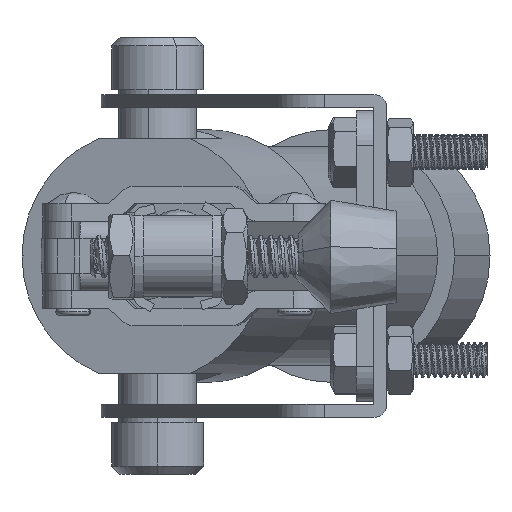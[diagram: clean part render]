
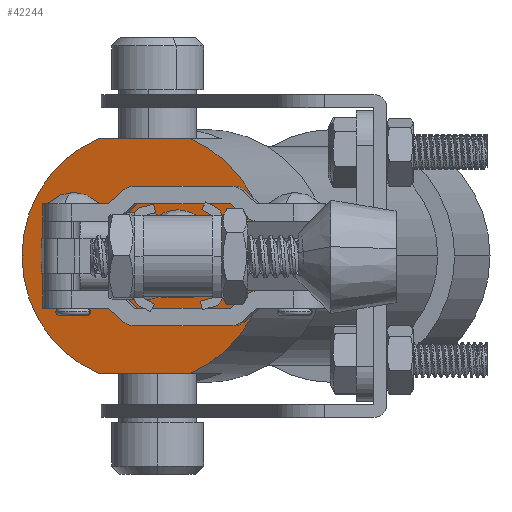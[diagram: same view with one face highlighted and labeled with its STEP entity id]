
A CAD part, left-side view. The second image highlights one B-rep face of the part: STEP entity #42244.
In plain terms, the highlighted face is planar.
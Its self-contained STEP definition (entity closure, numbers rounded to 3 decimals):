
#966 = DIRECTION ( 'NONE',  ( 0., 0., -1. ) ) ;
#1099 = VERTEX_POINT ( 'NONE', #16241 ) ;
#1761 = CIRCLE ( 'NONE', #6847, 14.5 ) ;
#2897 = CARTESIAN_POINT ( 'NONE',  ( -101., -13.443, 10. ) ) ;
#3088 = ORIENTED_EDGE ( 'NONE', *, *, #27372, .F. ) ;
#3382 = AXIS2_PLACEMENT_3D ( 'NONE', #39356, #18024, #42939 ) ;
#3614 = DIRECTION ( 'NONE',  ( 1., 0., 0. ) ) ;
#4988 = VERTEX_POINT ( 'NONE', #23570 ) ;
#5047 = AXIS2_PLACEMENT_3D ( 'NONE', #43654, #22350, #966 ) ;
#5960 = VERTEX_POINT ( 'NONE', #43615 ) ;
#6459 = DIRECTION ( 'NONE',  ( 0., 0., -1. ) ) ;
#6847 = AXIS2_PLACEMENT_3D ( 'NONE', #21322, #46229, #24927 ) ;
#7701 = ORIENTED_EDGE ( 'NONE', *, *, #31610, .F. ) ;
#8813 = VERTEX_POINT ( 'NONE', #25418 ) ;
#12529 = ORIENTED_EDGE ( 'NONE', *, *, #35997, .F. ) ;
#13000 = VERTEX_POINT ( 'NONE', #28752 ) ;
#13187 = VECTOR ( 'NONE', #43622, 1000. ) ;
#13313 = FACE_BOUND ( 'NONE', #40206, .T. ) ;
#15994 = VERTEX_POINT ( 'NONE', #37588 ) ;
#16241 = CARTESIAN_POINT ( 'NONE',  ( -101., 13.443, 5.434 ) ) ;
#16317 = ORIENTED_EDGE ( 'NONE', *, *, #32178, .F. ) ;
#16895 = DIRECTION ( 'NONE',  ( 1., 0., 0. ) ) ;
#17185 = DIRECTION ( 'NONE',  ( 1., 0., 0. ) ) ;
#18024 = DIRECTION ( 'NONE',  ( -1., 0., 0. ) ) ;
#18036 = CIRCLE ( 'NONE', #5047, 14.5 ) ;
#18984 = DIRECTION ( 'NONE',  ( 1., 0., 0. ) ) ;
#19782 = EDGE_LOOP ( 'NONE', ( #7701, #33686, #12529, #3088, #29503, #16317 ) ) ;
#20426 = CARTESIAN_POINT ( 'NONE',  ( -101., -13.443, 5.434 ) ) ;
#21322 = CARTESIAN_POINT ( 'NONE',  ( -101., 0., 0. ) ) ;
#21789 = ORIENTED_EDGE ( 'NONE', *, *, #23748, .T. ) ;
#21953 = EDGE_CURVE ( 'NONE', #13000, #15994, #28631, .T. ) ;
#22333 = AXIS2_PLACEMENT_3D ( 'NONE', #38240, #16895, #41809 ) ;
#22350 = DIRECTION ( 'NONE',  ( 1., 0., 0. ) ) ;
#22838 = FACE_OUTER_BOUND ( 'NONE', #19782, .T. ) ;
#23570 = CARTESIAN_POINT ( 'NONE',  ( -101., 0., 14.5 ) ) ;
#23748 = EDGE_CURVE ( 'NONE', #15994, #13000, #27458, .T. ) ;
#24927 = DIRECTION ( 'NONE',  ( 0., 0., -1. ) ) ;
#25009 = CARTESIAN_POINT ( 'NONE',  ( -101., 0., 0. ) ) ;
#25418 = CARTESIAN_POINT ( 'NONE',  ( -101., 13.443, -5.434 ) ) ;
#25797 = AXIS2_PLACEMENT_3D ( 'NONE', #40320, #18984, #43894 ) ;
#26069 = CIRCLE ( 'NONE', #41596, 14.5 ) ;
#27372 = EDGE_CURVE ( 'NONE', #29045, #5960, #1761, .T. ) ;
#27458 = CIRCLE ( 'NONE', #22333, 5. ) ;
#28578 = DIRECTION ( 'NONE',  ( 0., 0., -1. ) ) ;
#28631 = CIRCLE ( 'NONE', #44347, 5. ) ;
#28752 = CARTESIAN_POINT ( 'NONE',  ( -101., 0., 5. ) ) ;
#29045 = VERTEX_POINT ( 'NONE', #36429 ) ;
#29503 = ORIENTED_EDGE ( 'NONE', *, *, #39912, .F. ) ;
#30172 = VECTOR ( 'NONE', #6459, 1000. ) ;
#31610 = EDGE_CURVE ( 'NONE', #1099, #4988, #39439, .T. ) ;
#32160 = PLANE ( 'NONE',  #3382 ) ;
#32178 = EDGE_CURVE ( 'NONE', #4988, #34700, #26069, .T. ) ;
#33686 = ORIENTED_EDGE ( 'NONE', *, *, #45981, .T. ) ;
#34700 = VERTEX_POINT ( 'NONE', #20426 ) ;
#35997 = EDGE_CURVE ( 'NONE', #5960, #8813, #18036, .T. ) ;
#36429 = CARTESIAN_POINT ( 'NONE',  ( -101., -13.443, -5.434 ) ) ;
#37588 = CARTESIAN_POINT ( 'NONE',  ( -101., 0., -5. ) ) ;
#38240 = CARTESIAN_POINT ( 'NONE',  ( -101., 0., 0. ) ) ;
#38529 = ORIENTED_EDGE ( 'NONE', *, *, #21953, .T. ) ;
#38538 = CARTESIAN_POINT ( 'NONE',  ( -101., 0., 0. ) ) ;
#39356 = CARTESIAN_POINT ( 'NONE',  ( -101., 14.5, 0. ) ) ;
#39439 = CIRCLE ( 'NONE', #25797, 14.5 ) ;
#39912 = EDGE_CURVE ( 'NONE', #34700, #29045, #40784, .T. ) ;
#40063 = CARTESIAN_POINT ( 'NONE',  ( -101., 13.443, 10. ) ) ;
#40206 = EDGE_LOOP ( 'NONE', ( #21789, #38529 ) ) ;
#40320 = CARTESIAN_POINT ( 'NONE',  ( -101., 0., 0. ) ) ;
#40784 = LINE ( 'NONE', #2897, #30172 ) ;
#41596 = AXIS2_PLACEMENT_3D ( 'NONE', #38538, #17185, #42079 ) ;
#41622 = LINE ( 'NONE', #40063, #13187 ) ;
#41809 = DIRECTION ( 'NONE',  ( 0., 0., -1. ) ) ;
#42079 = DIRECTION ( 'NONE',  ( 0., 0., -1. ) ) ;
#42244 = ADVANCED_FACE ( 'NONE', ( #13313, #22838 ), #32160, .T. ) ;
#42939 = DIRECTION ( 'NONE',  ( 0., 0., 1. ) ) ;
#43615 = CARTESIAN_POINT ( 'NONE',  ( -101., 0., -14.5 ) ) ;
#43622 = DIRECTION ( 'NONE',  ( 0., 0., -1. ) ) ;
#43654 = CARTESIAN_POINT ( 'NONE',  ( -101., 0., 0. ) ) ;
#43894 = DIRECTION ( 'NONE',  ( 0., 0., -1. ) ) ;
#44347 = AXIS2_PLACEMENT_3D ( 'NONE', #25009, #3614, #28578 ) ;
#45981 = EDGE_CURVE ( 'NONE', #1099, #8813, #41622, .T. ) ;
#46229 = DIRECTION ( 'NONE',  ( 1., 0., 0. ) ) ;
